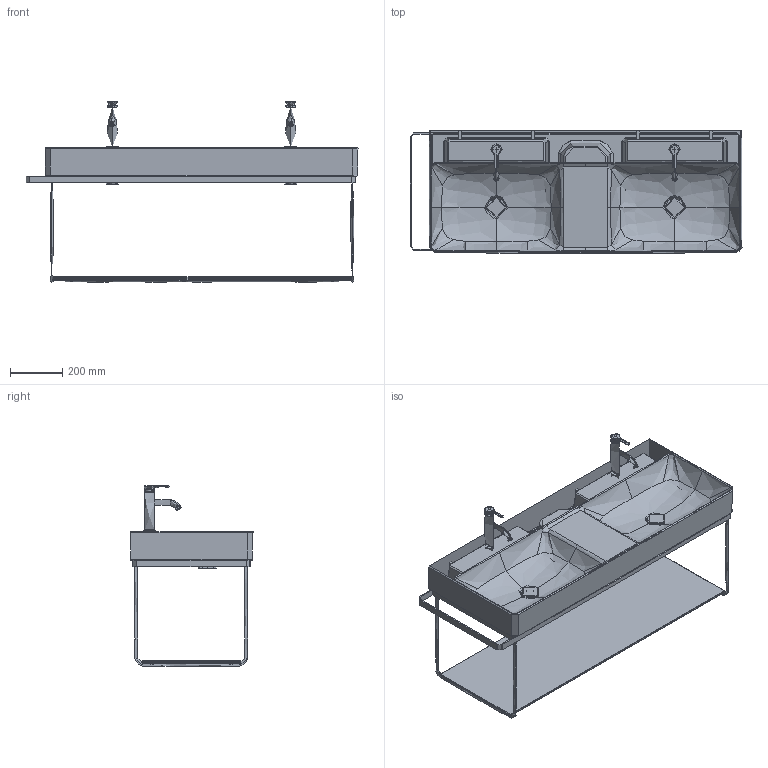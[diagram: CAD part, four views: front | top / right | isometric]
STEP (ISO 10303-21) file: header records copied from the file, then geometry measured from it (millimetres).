
FILE_DESCRIPTION(/* description */ (''),/* implementation_level */ '2;1');
FILE_NAME(/* name */ '235312_003118',/* time_stamp */ '2019-02-20T14:10:52+01:00',/* author */ (''),/* organization */ (''),/* preprocessor_version */ 'ST-DEVELOPER v15',/* originating_system */ '',/* authorisation */ '');
FILE_SCHEMA (('AUTOMOTIVE_DESIGN'));
Products named in the file (1): Document
Bounding box: 1273.07 x 468.96 x 691.2 mm (x, y, z)
Volume: 4107824.2 mm3; surface area: 3321329.4 mm2
Topology: 18 solids, 46 shells, 1580 faces, 3873 edges, 2311 vertices
Faces by surface type: bspline 1580
Entity records: 205484 total; most frequent: CARTESIAN_POINT 158710, B_SPLINE_CURVE_WITH_KNOTS 8815, ORIENTED_EDGE 7447, PCURVE 7447, DEFINITIONAL_REPRESENTATION 7447, SURFACE_CURVE 3818, EDGE_CURVE 3818, VERTEX_POINT 2312
